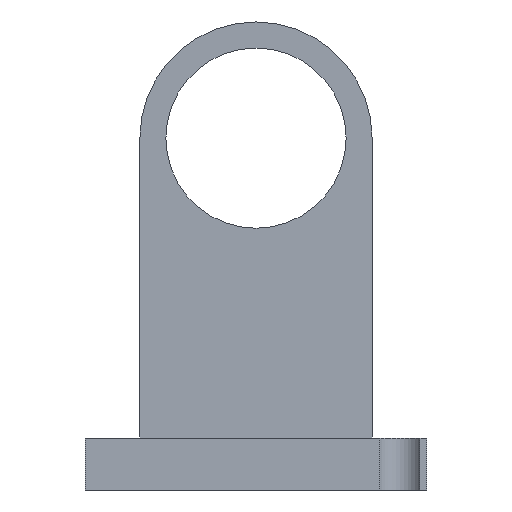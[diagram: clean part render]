
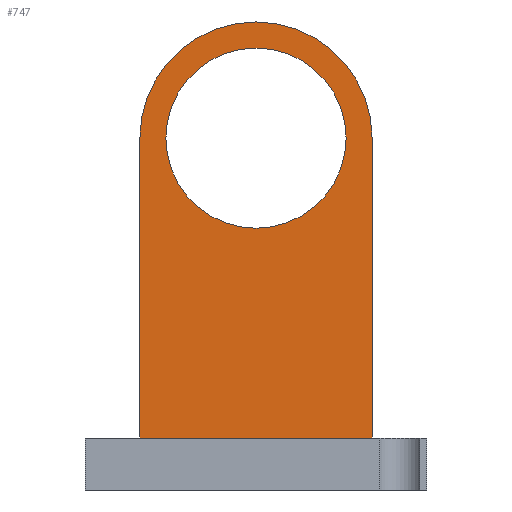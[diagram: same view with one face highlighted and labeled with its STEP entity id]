
A CAD part, front view. The second image highlights one B-rep face of the part: STEP entity #747.
In plain terms, the highlighted planar face has unit normal (0, -1, 0).
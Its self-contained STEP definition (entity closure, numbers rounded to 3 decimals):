
#44 = PLANE('',#45);
#45 = AXIS2_PLACEMENT_3D('',#46,#47,#48);
#46 = CARTESIAN_POINT('',(-32.827,-100.5,5.));
#47 = DIRECTION('',(0.,0.,1.));
#48 = DIRECTION('',(1.,0.,0.));
#308 = VERTEX_POINT('',#309);
#309 = CARTESIAN_POINT('',(22.327,-10.661,5.));
#323 = PLANE('',#324);
#324 = AXIS2_PLACEMENT_3D('',#325,#326,#327);
#325 = CARTESIAN_POINT('',(22.327,-4.685,
    -17.327));
#326 = DIRECTION('',(1.,0.,0.));
#327 = DIRECTION('',(0.,-1.,0.));
#335 = EDGE_CURVE('',#336,#308,#338,.T.);
#336 = VERTEX_POINT('',#337);
#337 = CARTESIAN_POINT('',(-22.327,-10.661,5.));
#338 = SURFACE_CURVE('',#339,(#343,#350),.PCURVE_S1.);
#339 = LINE('',#340,#341);
#340 = CARTESIAN_POINT('',(0.,-10.661,5.));
#341 = VECTOR('',#342,1.);
#342 = DIRECTION('',(1.,0.,0.));
#343 = PCURVE('',#44,#344);
#344 = DEFINITIONAL_REPRESENTATION('',(#345),#349);
#345 = LINE('',#346,#347);
#346 = CARTESIAN_POINT('',(32.827,89.839));
#347 = VECTOR('',#348,1.);
#348 = DIRECTION('',(1.,0.));
#349 = ( GEOMETRIC_REPRESENTATION_CONTEXT(2) 
PARAMETRIC_REPRESENTATION_CONTEXT() REPRESENTATION_CONTEXT('2D SPACE',''
  ) );
#350 = PCURVE('',#351,#356);
#351 = PLANE('',#352);
#352 = AXIS2_PLACEMENT_3D('',#353,#354,#355);
#353 = CARTESIAN_POINT('',(-22.327,-10.661,
    -17.327));
#354 = DIRECTION('',(0.,-1.,0.));
#355 = DIRECTION('',(1.,0.,0.));
#356 = DEFINITIONAL_REPRESENTATION('',(#357),#361);
#357 = LINE('',#358,#359);
#358 = CARTESIAN_POINT('',(22.327,22.327));
#359 = VECTOR('',#360,1.);
#360 = DIRECTION('',(1.,0.));
#361 = ( GEOMETRIC_REPRESENTATION_CONTEXT(2) 
PARAMETRIC_REPRESENTATION_CONTEXT() REPRESENTATION_CONTEXT('2D SPACE',''
  ) );
#377 = PLANE('',#378);
#378 = AXIS2_PLACEMENT_3D('',#379,#380,#381);
#379 = CARTESIAN_POINT('',(-22.327,-4.685,
    -17.327));
#380 = DIRECTION('',(1.,0.,0.));
#381 = DIRECTION('',(0.,-1.,0.));
#676 = VERTEX_POINT('',#677);
#677 = CARTESIAN_POINT('',(-22.327,-10.661,
    62.683));
#693 = CYLINDRICAL_SURFACE('',#694,22.317);
#694 = AXIS2_PLACEMENT_3D('',#695,#696,#697);
#695 = CARTESIAN_POINT('',(-0.01,-4.685,
    62.683));
#696 = DIRECTION('',(0.,-1.,0.));
#697 = DIRECTION('',(-1.,-0.,0.));
#705 = EDGE_CURVE('',#336,#676,#706,.T.);
#706 = SURFACE_CURVE('',#707,(#711,#718),.PCURVE_S1.);
#707 = LINE('',#708,#709);
#708 = CARTESIAN_POINT('',(-22.327,-10.661,
    -17.327));
#709 = VECTOR('',#710,1.);
#710 = DIRECTION('',(0.,0.,1.));
#711 = PCURVE('',#377,#712);
#712 = DEFINITIONAL_REPRESENTATION('',(#713),#717);
#713 = LINE('',#714,#715);
#714 = CARTESIAN_POINT('',(5.976,0.));
#715 = VECTOR('',#716,1.);
#716 = DIRECTION('',(0.,-1.));
#717 = ( GEOMETRIC_REPRESENTATION_CONTEXT(2) 
PARAMETRIC_REPRESENTATION_CONTEXT() REPRESENTATION_CONTEXT('2D SPACE',''
  ) );
#718 = PCURVE('',#351,#719);
#719 = DEFINITIONAL_REPRESENTATION('',(#720),#724);
#720 = LINE('',#721,#722);
#721 = CARTESIAN_POINT('',(0.,0.));
#722 = VECTOR('',#723,1.);
#723 = DIRECTION('',(0.,1.));
#724 = ( GEOMETRIC_REPRESENTATION_CONTEXT(2) 
PARAMETRIC_REPRESENTATION_CONTEXT() REPRESENTATION_CONTEXT('2D SPACE',''
  ) );
#747 = ADVANCED_FACE('',(#748,#858),#351,.T.);
#748 = FACE_BOUND('',#749,.T.);
#749 = EDGE_LOOP('',(#750,#751,#752,#775,#804,#832));
#750 = ORIENTED_EDGE('',*,*,#705,.F.);
#751 = ORIENTED_EDGE('',*,*,#335,.T.);
#752 = ORIENTED_EDGE('',*,*,#753,.T.);
#753 = EDGE_CURVE('',#308,#754,#756,.T.);
#754 = VERTEX_POINT('',#755);
#755 = CARTESIAN_POINT('',(22.327,-10.661,
    62.683));
#756 = SURFACE_CURVE('',#757,(#761,#768),.PCURVE_S1.);
#757 = LINE('',#758,#759);
#758 = CARTESIAN_POINT('',(22.327,-10.661,
    -17.327));
#759 = VECTOR('',#760,1.);
#760 = DIRECTION('',(0.,0.,1.));
#761 = PCURVE('',#351,#762);
#762 = DEFINITIONAL_REPRESENTATION('',(#763),#767);
#763 = LINE('',#764,#765);
#764 = CARTESIAN_POINT('',(44.654,0.));
#765 = VECTOR('',#766,1.);
#766 = DIRECTION('',(0.,1.));
#767 = ( GEOMETRIC_REPRESENTATION_CONTEXT(2) 
PARAMETRIC_REPRESENTATION_CONTEXT() REPRESENTATION_CONTEXT('2D SPACE',''
  ) );
#768 = PCURVE('',#323,#769);
#769 = DEFINITIONAL_REPRESENTATION('',(#770),#774);
#770 = LINE('',#771,#772);
#771 = CARTESIAN_POINT('',(5.976,0.));
#772 = VECTOR('',#773,1.);
#773 = DIRECTION('',(0.,-1.));
#774 = ( GEOMETRIC_REPRESENTATION_CONTEXT(2) 
PARAMETRIC_REPRESENTATION_CONTEXT() REPRESENTATION_CONTEXT('2D SPACE',''
  ) );
#775 = ORIENTED_EDGE('',*,*,#776,.T.);
#776 = EDGE_CURVE('',#754,#777,#779,.T.);
#777 = VERTEX_POINT('',#778);
#778 = CARTESIAN_POINT('',(0.01,-10.661,85.));
#779 = SURFACE_CURVE('',#780,(#785,#792),.PCURVE_S1.);
#780 = CIRCLE('',#781,22.317);
#781 = AXIS2_PLACEMENT_3D('',#782,#783,#784);
#782 = CARTESIAN_POINT('',(0.01,-10.661,
    62.683));
#783 = DIRECTION('',(0.,-1.,0.));
#784 = DIRECTION('',(0.,-0.,-1.));
#785 = PCURVE('',#351,#786);
#786 = DEFINITIONAL_REPRESENTATION('',(#787),#791);
#787 = CIRCLE('',#788,22.317);
#788 = AXIS2_PLACEMENT_2D('',#789,#790);
#789 = CARTESIAN_POINT('',(22.337,80.01));
#790 = DIRECTION('',(0.,-1.));
#791 = ( GEOMETRIC_REPRESENTATION_CONTEXT(2) 
PARAMETRIC_REPRESENTATION_CONTEXT() REPRESENTATION_CONTEXT('2D SPACE',''
  ) );
#792 = PCURVE('',#793,#798);
#793 = CYLINDRICAL_SURFACE('',#794,22.317);
#794 = AXIS2_PLACEMENT_3D('',#795,#796,#797);
#795 = CARTESIAN_POINT('',(0.01,-4.685,
    62.683));
#796 = DIRECTION('',(0.,-1.,0.));
#797 = DIRECTION('',(1.,0.,0.));
#798 = DEFINITIONAL_REPRESENTATION('',(#799),#803);
#799 = LINE('',#800,#801);
#800 = CARTESIAN_POINT('',(-1.571,5.976));
#801 = VECTOR('',#802,1.);
#802 = DIRECTION('',(1.,0.));
#803 = ( GEOMETRIC_REPRESENTATION_CONTEXT(2) 
PARAMETRIC_REPRESENTATION_CONTEXT() REPRESENTATION_CONTEXT('2D SPACE',''
  ) );
#804 = ORIENTED_EDGE('',*,*,#805,.F.);
#805 = EDGE_CURVE('',#806,#777,#808,.T.);
#806 = VERTEX_POINT('',#807);
#807 = CARTESIAN_POINT('',(-0.01,-10.661,85.));
#808 = SURFACE_CURVE('',#809,(#813,#820),.PCURVE_S1.);
#809 = LINE('',#810,#811);
#810 = CARTESIAN_POINT('',(-22.327,-10.661,85.));
#811 = VECTOR('',#812,1.);
#812 = DIRECTION('',(1.,0.,0.));
#813 = PCURVE('',#351,#814);
#814 = DEFINITIONAL_REPRESENTATION('',(#815),#819);
#815 = LINE('',#816,#817);
#816 = CARTESIAN_POINT('',(0.,102.327));
#817 = VECTOR('',#818,1.);
#818 = DIRECTION('',(1.,0.));
#819 = ( GEOMETRIC_REPRESENTATION_CONTEXT(2) 
PARAMETRIC_REPRESENTATION_CONTEXT() REPRESENTATION_CONTEXT('2D SPACE',''
  ) );
#820 = PCURVE('',#821,#826);
#821 = PLANE('',#822);
#822 = AXIS2_PLACEMENT_3D('',#823,#824,#825);
#823 = CARTESIAN_POINT('',(-22.327,-4.685,85.));
#824 = DIRECTION('',(0.,0.,1.));
#825 = DIRECTION('',(0.,-1.,0.));
#826 = DEFINITIONAL_REPRESENTATION('',(#827),#831);
#827 = LINE('',#828,#829);
#828 = CARTESIAN_POINT('',(5.976,0.));
#829 = VECTOR('',#830,1.);
#830 = DIRECTION('',(0.,1.));
#831 = ( GEOMETRIC_REPRESENTATION_CONTEXT(2) 
PARAMETRIC_REPRESENTATION_CONTEXT() REPRESENTATION_CONTEXT('2D SPACE',''
  ) );
#832 = ORIENTED_EDGE('',*,*,#833,.F.);
#833 = EDGE_CURVE('',#676,#806,#834,.T.);
#834 = SURFACE_CURVE('',#835,(#840,#851),.PCURVE_S1.);
#835 = CIRCLE('',#836,22.317);
#836 = AXIS2_PLACEMENT_3D('',#837,#838,#839);
#837 = CARTESIAN_POINT('',(-0.01,-10.661,
    62.683));
#838 = DIRECTION('',(-0.,1.,0.));
#839 = DIRECTION('',(0.,0.,-1.));
#840 = PCURVE('',#351,#841);
#841 = DEFINITIONAL_REPRESENTATION('',(#842),#850);
#842 = ( BOUNDED_CURVE() B_SPLINE_CURVE(2,(#843,#844,#845,#846,#847,#848
,#849),.UNSPECIFIED.,.T.,.F.) B_SPLINE_CURVE_WITH_KNOTS((1,2,2,2,2,1),(
    -2.094,0.,2.094,4.189,6.283,
8.378),.UNSPECIFIED.) CURVE() GEOMETRIC_REPRESENTATION_ITEM() 
RATIONAL_B_SPLINE_CURVE((1.,0.5,1.,0.5,1.,0.5,1.)) REPRESENTATION_ITEM(
  '') );
#843 = CARTESIAN_POINT('',(22.317,57.693));
#844 = CARTESIAN_POINT('',(-16.337,57.693));
#845 = CARTESIAN_POINT('',(2.99,91.169));
#846 = CARTESIAN_POINT('',(22.317,124.644));
#847 = CARTESIAN_POINT('',(41.644,91.169));
#848 = CARTESIAN_POINT('',(60.972,57.693));
#849 = CARTESIAN_POINT('',(22.317,57.693));
#850 = ( GEOMETRIC_REPRESENTATION_CONTEXT(2) 
PARAMETRIC_REPRESENTATION_CONTEXT() REPRESENTATION_CONTEXT('2D SPACE',''
  ) );
#851 = PCURVE('',#693,#852);
#852 = DEFINITIONAL_REPRESENTATION('',(#853),#857);
#853 = LINE('',#854,#855);
#854 = CARTESIAN_POINT('',(1.571,5.976));
#855 = VECTOR('',#856,1.);
#856 = DIRECTION('',(-1.,0.));
#857 = ( GEOMETRIC_REPRESENTATION_CONTEXT(2) 
PARAMETRIC_REPRESENTATION_CONTEXT() REPRESENTATION_CONTEXT('2D SPACE',''
  ) );
#858 = FACE_BOUND('',#859,.T.);
#859 = EDGE_LOOP('',(#860));
#860 = ORIENTED_EDGE('',*,*,#861,.T.);
#861 = EDGE_CURVE('',#862,#862,#864,.T.);
#862 = VERTEX_POINT('',#863);
#863 = CARTESIAN_POINT('',(17.327,-10.661,
    62.673));
#864 = SURFACE_CURVE('',#865,(#870,#881),.PCURVE_S1.);
#865 = CIRCLE('',#866,17.327);
#866 = AXIS2_PLACEMENT_3D('',#867,#868,#869);
#867 = CARTESIAN_POINT('',(0.,-10.661,62.673));
#868 = DIRECTION('',(-0.,1.,0.));
#869 = DIRECTION('',(1.,0.,0.));
#870 = PCURVE('',#351,#871);
#871 = DEFINITIONAL_REPRESENTATION('',(#872),#880);
#872 = ( BOUNDED_CURVE() B_SPLINE_CURVE(2,(#873,#874,#875,#876,#877,#878
,#879),.UNSPECIFIED.,.T.,.F.) B_SPLINE_CURVE_WITH_KNOTS((1,2,2,2,2,1),(
    -2.094,0.,2.094,4.189,6.283,
8.378),.UNSPECIFIED.) CURVE() GEOMETRIC_REPRESENTATION_ITEM() 
RATIONAL_B_SPLINE_CURVE((1.,0.5,1.,0.5,1.,0.5,1.)) REPRESENTATION_ITEM(
  '') );
#873 = CARTESIAN_POINT('',(39.654,80.));
#874 = CARTESIAN_POINT('',(39.654,49.988));
#875 = CARTESIAN_POINT('',(13.664,64.994));
#876 = CARTESIAN_POINT('',(-12.327,80.));
#877 = CARTESIAN_POINT('',(13.664,95.006));
#878 = CARTESIAN_POINT('',(39.654,110.012));
#879 = CARTESIAN_POINT('',(39.654,80.));
#880 = ( GEOMETRIC_REPRESENTATION_CONTEXT(2) 
PARAMETRIC_REPRESENTATION_CONTEXT() REPRESENTATION_CONTEXT('2D SPACE',''
  ) );
#881 = PCURVE('',#882,#887);
#882 = CYLINDRICAL_SURFACE('',#883,17.327);
#883 = AXIS2_PLACEMENT_3D('',#884,#885,#886);
#884 = CARTESIAN_POINT('',(0.,72.327,62.673));
#885 = DIRECTION('',(0.,1.,0.));
#886 = DIRECTION('',(1.,0.,0.));
#887 = DEFINITIONAL_REPRESENTATION('',(#888),#892);
#888 = LINE('',#889,#890);
#889 = CARTESIAN_POINT('',(-6.283,-82.988));
#890 = VECTOR('',#891,1.);
#891 = DIRECTION('',(1.,-0.));
#892 = ( GEOMETRIC_REPRESENTATION_CONTEXT(2) 
PARAMETRIC_REPRESENTATION_CONTEXT() REPRESENTATION_CONTEXT('2D SPACE',''
  ) );
